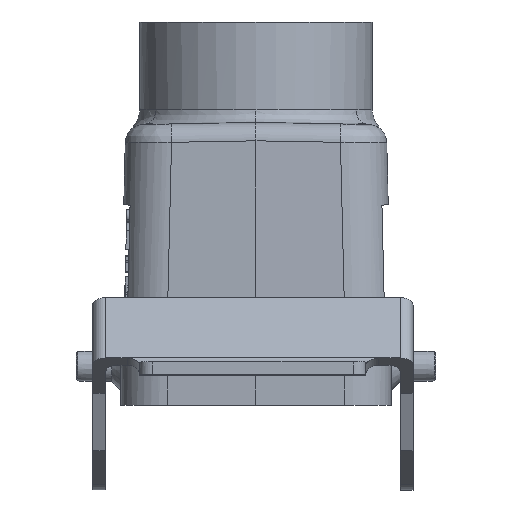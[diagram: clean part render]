
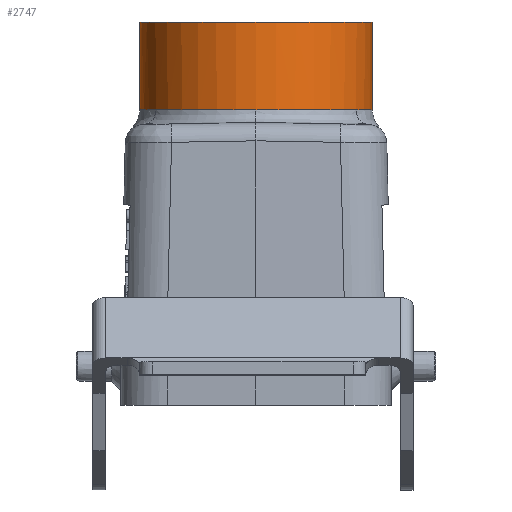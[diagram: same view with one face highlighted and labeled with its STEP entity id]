
A CAD part, left-side view. The second image highlights one B-rep face of the part: STEP entity #2747.
In plain terms, the highlighted cylindrical face has radius 18.5 mm (diameter 37 mm), a full revolution.
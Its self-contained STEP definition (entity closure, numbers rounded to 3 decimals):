
#2266=CARTESIAN_POINT('',(9.436,-15.913,37.85));
#2267=VERTEX_POINT('',#2266);
#2277=CARTESIAN_POINT('',(-9.436,-15.913,37.85));
#2278=VERTEX_POINT('',#2277);
#2279=CARTESIAN_POINT('',(-9.436,-15.913,37.85));
#2280=CARTESIAN_POINT('',(-8.016,-16.754,37.85));
#2281=CARTESIAN_POINT('',(-6.484,-17.405,37.85));
#2282=CARTESIAN_POINT('',(-4.892,-17.841,37.85));
#2283=CARTESIAN_POINT('',(-4.096,-18.06,37.85));
#2284=CARTESIAN_POINT('',(-3.286,-18.225,37.85));
#2285=CARTESIAN_POINT('',(-2.468,-18.335,37.85));
#2286=CARTESIAN_POINT('',(-1.651,-18.445,37.85));
#2287=CARTESIAN_POINT('',(-0.825,-18.5,37.85));
#2288=CARTESIAN_POINT('',(0.,-18.5,37.85));
#2289=CARTESIAN_POINT('',(0.825,-18.5,37.85));
#2290=CARTESIAN_POINT('',(1.65,-18.445,37.85));
#2291=CARTESIAN_POINT('',(2.468,-18.335,37.85));
#2292=CARTESIAN_POINT('',(3.286,-18.225,37.85));
#2293=CARTESIAN_POINT('',(4.097,-18.06,37.85));
#2294=CARTESIAN_POINT('',(4.892,-17.841,37.85));
#2295=CARTESIAN_POINT('',(6.484,-17.405,37.85));
#2296=CARTESIAN_POINT('',(8.017,-16.754,37.85));
#2297=CARTESIAN_POINT('',(9.436,-15.913,37.85));
#2298=B_SPLINE_CURVE_WITH_KNOTS('',3,(#2279,#2280,#2281,#2282,#2283,#2284,#2285,#2286,#2287,#2288,#2289,#2290,#2291,#2292,#2293,#2294,#2295,#2296,#2297),.UNSPECIFIED.,.F.,.U.,(4,3,3,3,3,3,4),(0.0,0.25,0.375,0.5,0.625,0.75,1.0),.UNSPECIFIED.);
#2299=EDGE_CURVE('',#2278,#2267,#2298,.T.);
#2374=CARTESIAN_POINT('',(-18.5,0.,37.85));
#2375=VERTEX_POINT('',#2374);
#2376=CARTESIAN_POINT('',(-18.5,0.,37.85));
#2377=CARTESIAN_POINT('',(-18.5,-3.193,37.85));
#2378=CARTESIAN_POINT('',(-17.655,-6.382,37.85));
#2379=CARTESIAN_POINT('',(-16.075,-9.157,37.85));
#2380=CARTESIAN_POINT('',(-14.495,-11.931,37.85));
#2381=CARTESIAN_POINT('',(-12.182,-14.284,37.85));
#2382=CARTESIAN_POINT('',(-9.436,-15.913,37.85));
#2383=B_SPLINE_CURVE_WITH_KNOTS('',3,(#2376,#2377,#2378,#2379,#2380,#2381,#2382),.UNSPECIFIED.,.F.,.U.,(4,3,4),(0.0,0.5,1.0),.UNSPECIFIED.);
#2384=EDGE_CURVE('',#2375,#2278,#2383,.T.);
#2441=CARTESIAN_POINT('',(-9.436,15.912,37.85));
#2442=VERTEX_POINT('',#2441);
#2443=CARTESIAN_POINT('',(-9.436,15.912,37.85));
#2444=CARTESIAN_POINT('',(-12.183,14.284,37.85));
#2445=CARTESIAN_POINT('',(-14.495,11.931,37.85));
#2446=CARTESIAN_POINT('',(-16.075,9.156,37.85));
#2447=CARTESIAN_POINT('',(-17.655,6.382,37.85));
#2448=CARTESIAN_POINT('',(-18.5,3.193,37.85));
#2449=CARTESIAN_POINT('',(-18.5,0.,37.85));
#2450=B_SPLINE_CURVE_WITH_KNOTS('',3,(#2443,#2444,#2445,#2446,#2447,#2448,#2449),.UNSPECIFIED.,.F.,.U.,(4,3,4),(0.0,0.5,1.0),.UNSPECIFIED.);
#2451=EDGE_CURVE('',#2442,#2375,#2450,.T.);
#2532=CARTESIAN_POINT('',(9.436,15.913,37.85));
#2533=VERTEX_POINT('',#2532);
#2534=CARTESIAN_POINT('',(9.436,15.913,37.85));
#2535=CARTESIAN_POINT('',(8.017,16.754,37.85));
#2536=CARTESIAN_POINT('',(6.484,17.405,37.85));
#2537=CARTESIAN_POINT('',(4.892,17.841,37.85));
#2538=CARTESIAN_POINT('',(4.096,18.06,37.85));
#2539=CARTESIAN_POINT('',(3.286,18.225,37.85));
#2540=CARTESIAN_POINT('',(2.468,18.335,37.85));
#2541=CARTESIAN_POINT('',(1.65,18.445,37.85));
#2542=CARTESIAN_POINT('',(0.825,18.5,37.85));
#2543=CARTESIAN_POINT('',(0.,18.5,37.85));
#2544=CARTESIAN_POINT('',(-0.825,18.5,37.85));
#2545=CARTESIAN_POINT('',(-1.65,18.445,37.85));
#2546=CARTESIAN_POINT('',(-2.468,18.335,37.85));
#2547=CARTESIAN_POINT('',(-3.286,18.225,37.85));
#2548=CARTESIAN_POINT('',(-4.097,18.06,37.85));
#2549=CARTESIAN_POINT('',(-4.892,17.841,37.85));
#2550=CARTESIAN_POINT('',(-6.484,17.405,37.85));
#2551=CARTESIAN_POINT('',(-8.017,16.754,37.85));
#2552=CARTESIAN_POINT('',(-9.436,15.912,37.85));
#2553=B_SPLINE_CURVE_WITH_KNOTS('',3,(#2534,#2535,#2536,#2537,#2538,#2539,#2540,#2541,#2542,#2543,#2544,#2545,#2546,#2547,#2548,#2549,#2550,#2551,#2552),.UNSPECIFIED.,.F.,.U.,(4,3,3,3,3,3,4),(0.0,0.25,0.375,0.5,0.625,0.75,1.0),.UNSPECIFIED.);
#2554=EDGE_CURVE('',#2533,#2442,#2553,.T.);
#2629=CARTESIAN_POINT('',(18.5,0.,37.85));
#2630=VERTEX_POINT('',#2629);
#2631=CARTESIAN_POINT('',(18.5,0.,37.85));
#2632=CARTESIAN_POINT('',(18.5,3.193,37.85));
#2633=CARTESIAN_POINT('',(17.655,6.382,37.85));
#2634=CARTESIAN_POINT('',(16.075,9.156,37.85));
#2635=CARTESIAN_POINT('',(14.495,11.931,37.85));
#2636=CARTESIAN_POINT('',(12.182,14.284,37.85));
#2637=CARTESIAN_POINT('',(9.436,15.913,37.85));
#2638=B_SPLINE_CURVE_WITH_KNOTS('',3,(#2631,#2632,#2633,#2634,#2635,#2636,#2637),.UNSPECIFIED.,.F.,.U.,(4,3,4),(0.0,0.5,1.0),.UNSPECIFIED.);
#2639=EDGE_CURVE('',#2630,#2533,#2638,.T.);
#2692=CARTESIAN_POINT('',(9.436,-15.913,37.85));
#2693=CARTESIAN_POINT('',(12.183,-14.284,37.85));
#2694=CARTESIAN_POINT('',(14.495,-11.931,37.85));
#2695=CARTESIAN_POINT('',(16.075,-9.156,37.85));
#2696=CARTESIAN_POINT('',(17.655,-6.382,37.85));
#2697=CARTESIAN_POINT('',(18.5,-3.193,37.85));
#2698=CARTESIAN_POINT('',(18.5,0.,37.85));
#2699=B_SPLINE_CURVE_WITH_KNOTS('',3,(#2692,#2693,#2694,#2695,#2696,#2697,#2698),.UNSPECIFIED.,.F.,.U.,(4,3,4),(0.0,0.5,1.0),.UNSPECIFIED.);
#2700=EDGE_CURVE('',#2267,#2630,#2699,.T.);
#2723=CARTESIAN_POINT('',(0.,0.0,35.35));
#2724=DIRECTION('',(0.0,0.0,1.0));
#2725=DIRECTION('',(1.0,0.0,0.0));
#2726=AXIS2_PLACEMENT_3D('',#2723,#2724,#2725);
#2727=CYLINDRICAL_SURFACE('',#2726,18.5);
#2728=CARTESIAN_POINT('',(-18.5,0.0,51.85));
#2729=VERTEX_POINT('',#2728);
#2730=CARTESIAN_POINT('',(0.,0.0,51.85));
#2731=DIRECTION('',(0.0,0.0,1.0));
#2732=DIRECTION('',(-1.0,0.0,0.0));
#2733=AXIS2_PLACEMENT_3D('',#2730,#2731,#2732);
#2734=CIRCLE('',#2733,18.5);
#2735=EDGE_CURVE('',#2729,#2729,#2734,.T.);
#2736=ORIENTED_EDGE('',*,*,#2735,.F.);
#2737=EDGE_LOOP('',(#2736));
#2738=FACE_OUTER_BOUND('',#2737,.T.);
#2739=ORIENTED_EDGE('',*,*,#2639,.T.);
#2740=ORIENTED_EDGE('',*,*,#2554,.T.);
#2741=ORIENTED_EDGE('',*,*,#2451,.T.);
#2742=ORIENTED_EDGE('',*,*,#2384,.T.);
#2743=ORIENTED_EDGE('',*,*,#2299,.T.);
#2744=ORIENTED_EDGE('',*,*,#2700,.T.);
#2745=EDGE_LOOP('',(#2739,#2740,#2741,#2742,#2743,#2744));
#2746=FACE_BOUND('',#2745,.T.);
#2747=ADVANCED_FACE('',(#2738,#2746),#2727,.T.);
